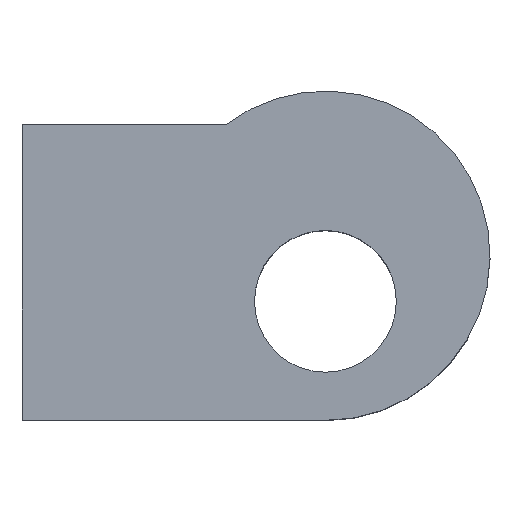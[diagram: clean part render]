
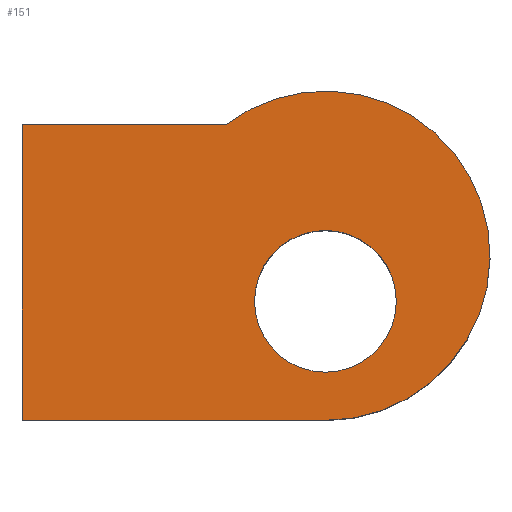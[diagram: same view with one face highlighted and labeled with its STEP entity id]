
A CAD part, top view. The second image highlights one B-rep face of the part: STEP entity #151.
In plain terms, the highlighted planar face has unit normal (0, 0, 1).
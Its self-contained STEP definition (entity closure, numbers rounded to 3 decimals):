
#16=FACE_BOUND('',#42,.T.);
#22=PLANE('',#186);
#31=FACE_OUTER_BOUND('',#41,.T.);
#41=EDGE_LOOP('',(#131,#132,#133,#134));
#42=EDGE_LOOP('',(#135));
#49=LINE('',#253,#61);
#52=LINE('',#259,#64);
#56=LINE('',#269,#68);
#61=VECTOR('',#210,10.);
#64=VECTOR('',#215,10.);
#68=VECTOR('',#227,10.);
#71=CIRCLE('',#178,1.4);
#74=CIRCLE('',#184,3.25);
#77=VERTEX_POINT('',#241);
#81=VERTEX_POINT('',#250);
#82=VERTEX_POINT('',#252);
#84=VERTEX_POINT('',#258);
#86=VERTEX_POINT('',#264);
#90=EDGE_CURVE('',#77,#77,#71,.T.);
#95=EDGE_CURVE('',#82,#81,#49,.T.);
#98=EDGE_CURVE('',#84,#82,#52,.T.);
#101=EDGE_CURVE('',#86,#84,#74,.T.);
#104=EDGE_CURVE('',#81,#86,#56,.T.);
#131=ORIENTED_EDGE('',*,*,#104,.T.);
#132=ORIENTED_EDGE('',*,*,#101,.T.);
#133=ORIENTED_EDGE('',*,*,#98,.T.);
#134=ORIENTED_EDGE('',*,*,#95,.T.);
#135=ORIENTED_EDGE('',*,*,#90,.T.);
#151=ADVANCED_FACE('',(#31,#16),#22,.T.);
#178=AXIS2_PLACEMENT_3D('',#242,#201,#202);
#184=AXIS2_PLACEMENT_3D('',#265,#221,#222);
#186=AXIS2_PLACEMENT_3D('',#270,#228,#229);
#201=DIRECTION('center_axis',(0.,0.,-1.));
#202=DIRECTION('ref_axis',(-1.,0.,0.));
#210=DIRECTION('',(0.,-1.,0.));
#215=DIRECTION('',(-1.,0.,0.));
#221=DIRECTION('center_axis',(0.,0.,1.));
#222=DIRECTION('ref_axis',(1.,0.,0.));
#227=DIRECTION('',(1.,0.,0.));
#228=DIRECTION('center_axis',(0.,0.,1.));
#229=DIRECTION('ref_axis',(1.,0.,0.));
#241=CARTESIAN_POINT('',(3.071,13.5,-3.));
#242=CARTESIAN_POINT('Origin',(1.671,13.5,-3.));
#250=CARTESIAN_POINT('',(-4.319,11.15,-3.));
#252=CARTESIAN_POINT('',(-4.319,16.993,-3.));
#253=CARTESIAN_POINT('',(-4.319,16.993,-3.));
#258=CARTESIAN_POINT('',(-0.289,16.993,-3.));
#259=CARTESIAN_POINT('',(-0.289,16.993,-3.));
#264=CARTESIAN_POINT('',(1.681,11.15,-3.));
#265=CARTESIAN_POINT('Origin',(1.671,14.4,-3.));
#269=CARTESIAN_POINT('',(-4.319,11.15,-3.));
#270=CARTESIAN_POINT('Origin',(0.301,14.366,-3.));
